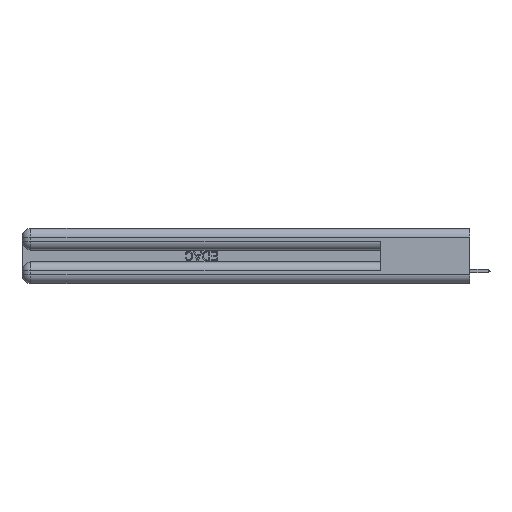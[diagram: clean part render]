
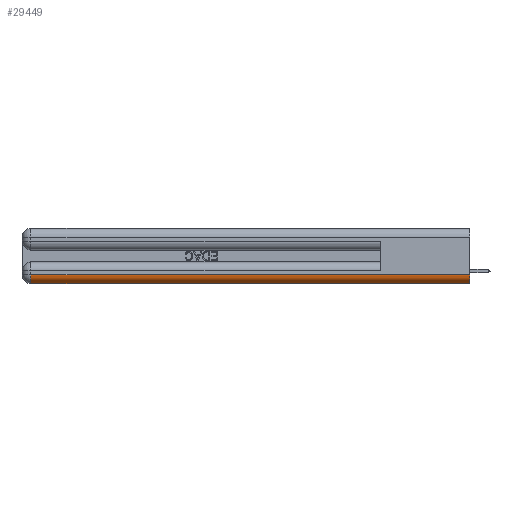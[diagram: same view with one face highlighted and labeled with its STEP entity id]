
A CAD part, left-side view. The second image highlights one B-rep face of the part: STEP entity #29449.
In plain terms, the highlighted cylindrical face has radius 1.524 mm (diameter 3.048 mm), a partial arc.
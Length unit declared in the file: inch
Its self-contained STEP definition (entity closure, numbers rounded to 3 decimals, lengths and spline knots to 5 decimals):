
#1116 = ORIENTED_EDGE ( 'NONE', *, *, #46647, .F. ) ;
#1623 = VERTEX_POINT ( 'NONE', #31923 ) ;
#1854 = DIRECTION ( 'NONE',  ( 0., 0., 1. ) ) ;
#2160 = CARTESIAN_POINT ( 'NONE',  ( 0.06, 0., 0.06 ) ) ;
#3203 = EDGE_CURVE ( 'NONE', #50593, #46062, #7838, .T. ) ;
#4876 = EDGE_CURVE ( 'NONE', #46062, #1623, #41028, .T. ) ;
#5283 = DIRECTION ( 'NONE',  ( 0., 1., 0. ) ) ;
#7838 = LINE ( 'NONE', #30790, #38725 ) ;
#9330 = AXIS2_PLACEMENT_3D ( 'NONE', #14829, #14650, #22975 ) ;
#10930 = CARTESIAN_POINT ( 'NONE',  ( 0.06, 2.94, 0. ) ) ;
#12540 = VECTOR ( 'NONE', #5283, 39.37008 ) ;
#14650 = DIRECTION ( 'NONE',  ( 0., -1., 0. ) ) ;
#14829 = CARTESIAN_POINT ( 'NONE',  ( 0.06, 0., 0.06 ) ) ;
#19049 = DIRECTION ( 'NONE',  ( 0., 1., 0. ) ) ;
#21171 = EDGE_LOOP ( 'NONE', ( #21556, #36110, #1116, #41145 ) ) ;
#21556 = ORIENTED_EDGE ( 'NONE', *, *, #4876, .F. ) ;
#22007 = CARTESIAN_POINT ( 'NONE',  ( 0.06, 2.94, 0.06 ) ) ;
#22975 = DIRECTION ( 'NONE',  ( 0., 0., 1. ) ) ;
#23245 = DIRECTION ( 'NONE',  ( 0., -1., 0. ) ) ;
#29106 = CARTESIAN_POINT ( 'NONE',  ( 0., 2.94, 0.06 ) ) ;
#29449 = ADVANCED_FACE ( 'NONE', ( #41093 ), #31037, .T. ) ;
#29818 = CARTESIAN_POINT ( 'NONE',  ( 0.06, 3., 0. ) ) ;
#30790 = CARTESIAN_POINT ( 'NONE',  ( 0., 0., 0.06 ) ) ;
#31037 = CYLINDRICAL_SURFACE ( 'NONE', #38128, 0.06 ) ;
#31446 = CARTESIAN_POINT ( 'NONE',  ( 0., 0., 0.06 ) ) ;
#31923 = CARTESIAN_POINT ( 'NONE',  ( 0.06, 0., 0. ) ) ;
#33718 = DIRECTION ( 'NONE',  ( 0., 0., 1. ) ) ;
#34250 = EDGE_CURVE ( 'NONE', #1623, #46660, #44682, .T. ) ;
#34550 = AXIS2_PLACEMENT_3D ( 'NONE', #22007, #19049, #1854 ) ;
#36110 = ORIENTED_EDGE ( 'NONE', *, *, #3203, .F. ) ;
#38128 = AXIS2_PLACEMENT_3D ( 'NONE', #2160, #45729, #33718 ) ;
#38725 = VECTOR ( 'NONE', #23245, 39.37008 ) ;
#41028 = CIRCLE ( 'NONE', #9330, 0.06 ) ;
#41093 = FACE_OUTER_BOUND ( 'NONE', #21171, .T. ) ;
#41145 = ORIENTED_EDGE ( 'NONE', *, *, #34250, .F. ) ;
#44682 = LINE ( 'NONE', #29818, #12540 ) ;
#45729 = DIRECTION ( 'NONE',  ( 0., 1., 0. ) ) ;
#46062 = VERTEX_POINT ( 'NONE', #31446 ) ;
#46647 = EDGE_CURVE ( 'NONE', #46660, #50593, #49320, .T. ) ;
#46660 = VERTEX_POINT ( 'NONE', #10930 ) ;
#49320 = CIRCLE ( 'NONE', #34550, 0.06 ) ;
#50593 = VERTEX_POINT ( 'NONE', #29106 ) ;
